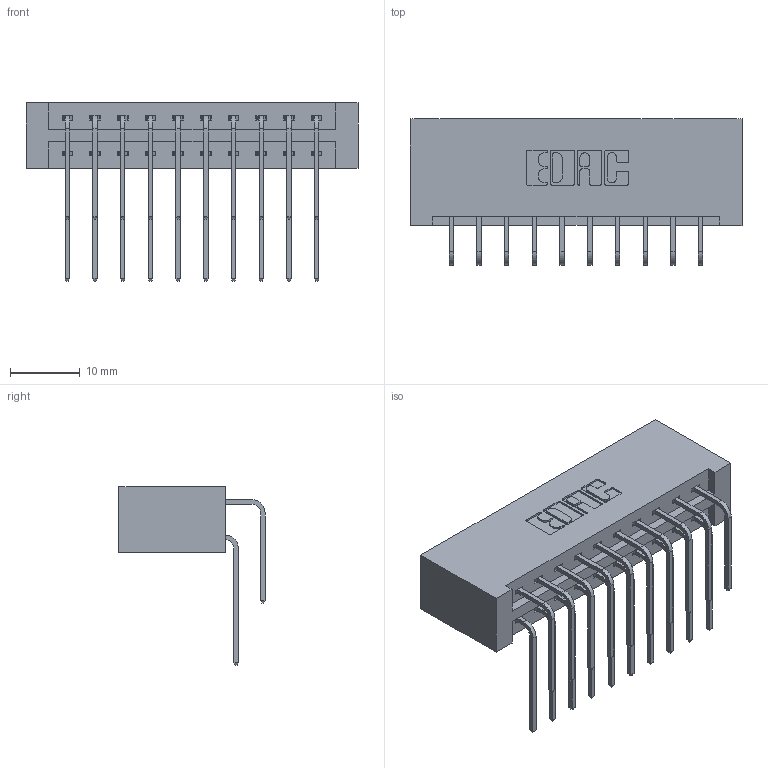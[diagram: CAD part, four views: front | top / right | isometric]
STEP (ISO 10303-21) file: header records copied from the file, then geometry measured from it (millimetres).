
FILE_DESCRIPTION (( 'STEP AP203' ), '1' );
FILE_NAME ('387-020-559-201.STEP', '2019-10-16T16:01:42', ( '' ), ( '' ), 'SwSTEP 2.0', 'SolidWorks 2016', '' );
FILE_SCHEMA (( 'CONFIG_CONTROL_DESIGN' ));
Length unit declared in the file: inch
Products named in the file (4): 345-292-001_558 559 Tail - 1; 337 Part_No Mounting Lugs; 387-020-559-201; 345-292-001_559 Tail - 2
Assembly tree (21 placements, depth 2):
  387-020-559-201
    337 Part_No Mounting Lugs
    345-292-001_558 559 Tail - 1  x10
    345-292-001_559 Tail - 2  x10
Bounding box: 47.5 x 20.9 x 25.53 mm (x, y, z)
Volume: 5455.9 mm3; surface area: 6492.5 mm2
Topology: 21 solids, 21 shells, 1226 faces, 3627 edges, 2390 vertices
Faces by surface type: plane 866, cylinder 360
Entity records: 13399 total; most frequent: CARTESIAN_POINT 2329, ORIENTED_EDGE 2214, DIRECTION 2015, EDGE_CURVE 1107, VECTOR 947, LINE 947, VERTEX_POINT 734, AXIS2_PLACEMENT_3D 534
